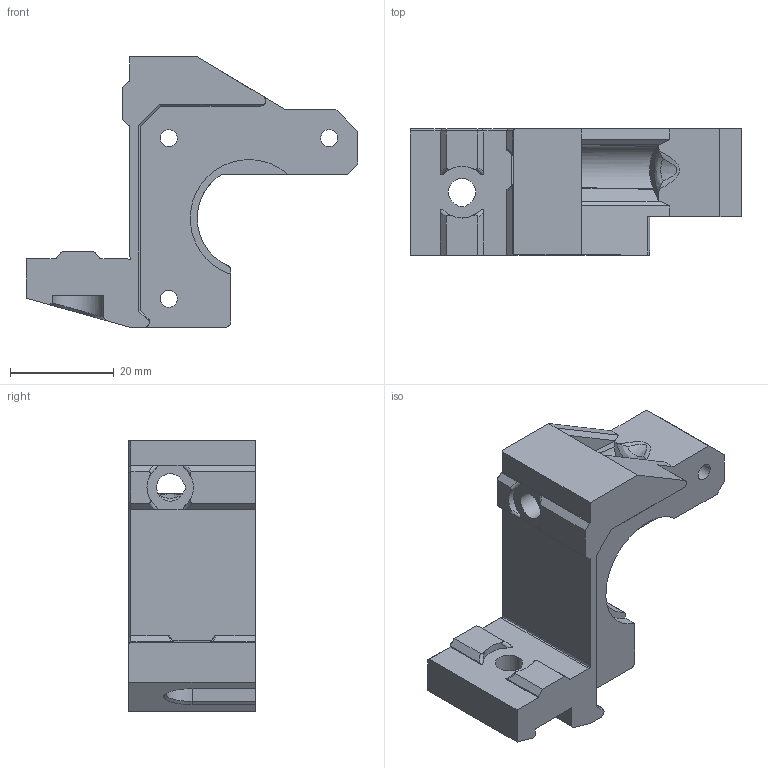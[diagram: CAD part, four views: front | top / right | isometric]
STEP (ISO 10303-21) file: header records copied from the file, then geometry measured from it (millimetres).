
FILE_DESCRIPTION(/* description */ (''),/* implementation_level */ '2;1');
FILE_NAME(/* name */ 'MB-Z10.y-axis.MB-y-motor-mount.y_motor_mount(Mirror).step',/* time_stamp */ '2023-03-27T17:12:29+02:00',/* author */ (''),/* organization */ (''),/* preprocessor_version */ 'ST-DEVELOPER v19.2',/* originating_system */ 'Autodesk Translation Framework v11.17.0.187',/* authorisation */ '');
FILE_SCHEMA (('AUTOMOTIVE_DESIGN { 1 0 10303 214 3 1 1 }'));
Length unit declared in the file: millimetre
Products named in the file (1): y_motor_mount(Mirror)
Bounding box: 64 x 24.4 x 52.2 mm (x, y, z)
Volume: 25285.2 mm3; surface area: 9358.6 mm2
Topology: 1 solids, 5 shells, 187 faces, 484 edges, 307 vertices
Faces by surface type: plane 143, cylinder 24, bspline 16, cone 4
Full cylindrical faces by diameter (mm): 3.3 x3, 5.9 x3
Entity records: 6625 total; most frequent: CARTESIAN_POINT 2072, ORIENTED_EDGE 968, DIRECTION 878, EDGE_CURVE 484, LINE 346, VECTOR 346, VERTEX_POINT 307, AXIS2_PLACEMENT_3D 266
